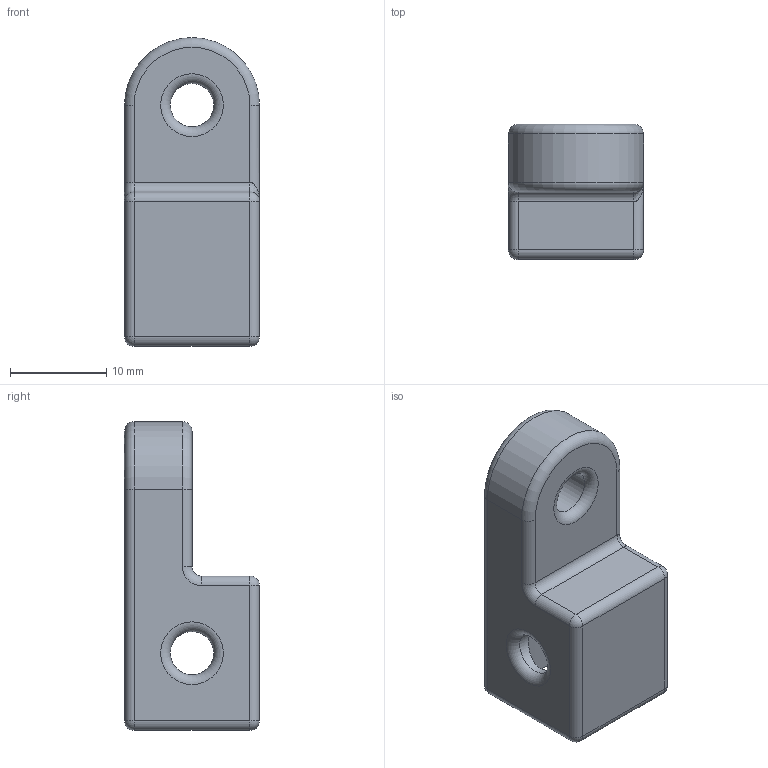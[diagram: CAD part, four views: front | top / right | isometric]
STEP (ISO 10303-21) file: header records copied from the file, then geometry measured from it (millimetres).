
FILE_DESCRIPTION(('STEP AP203'), '1');
FILE_NAME('øàðíèð ñðåäíèé, 2x', '', ('UNSPECIFIED'), ('UNSPECIFIED'), 'C3D Converter', 'C3D Toolkit', '');
FILE_SCHEMA(('CONFIG_CONTROL_DESIGN'));
Length unit declared in the file: millimetre
Bounding box: 14 x 14 x 32 mm (x, y, z)
Volume: 3112.8 mm3; surface area: 2262.5 mm2
Topology: 1 solids, 1 shells, 45 faces, 99 edges, 49 vertices
Faces by surface type: cylinder 19, plane 11, torus 8, sphere 6, bspline 1
Full cylindrical faces by diameter (mm): 4.5 x3, 10.5 x1
Entity records: 1771 total; most frequent: CARTESIAN_POINT 443, DIRECTION 214, ORIENTED_EDGE 166, AXIS2_PLACEMENT_3D 90, EDGE_CURVE 83, EDGE_LOOP 60, VERTEX_POINT 49, COLOUR_RGB 46
